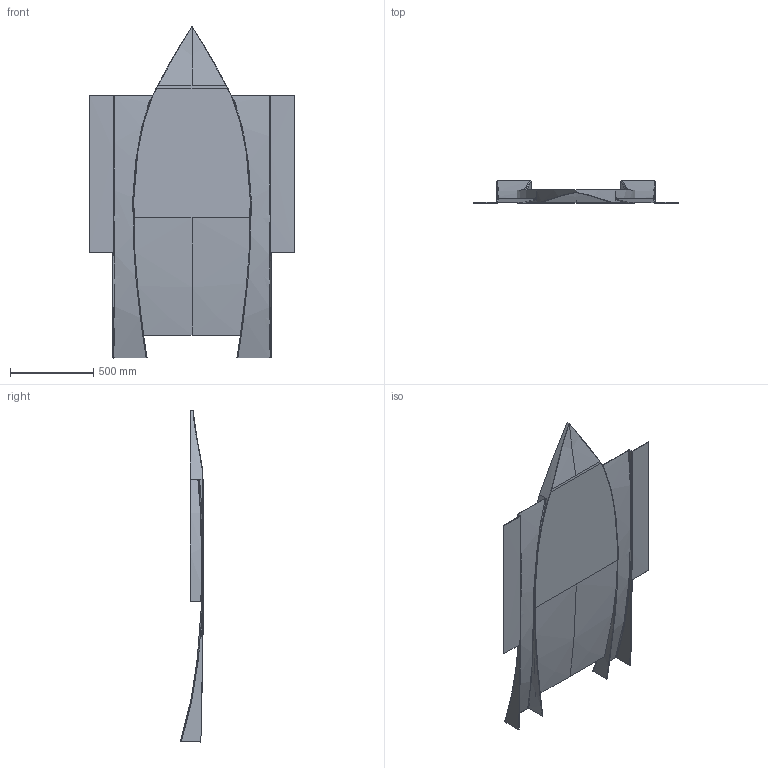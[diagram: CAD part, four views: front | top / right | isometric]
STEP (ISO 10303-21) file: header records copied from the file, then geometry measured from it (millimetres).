
FILE_DESCRIPTION (( 'STEP AP214' ), '1' );
FILE_NAME ('Undertray_V11_intersecting_step.STEP', '2024-12-03T13:21:32', ( '' ), ( '' ), 'SwSTEP 2.0', 'SolidWorks 2024', '' );
FILE_SCHEMA (( 'AUTOMOTIVE_DESIGN' ));
Length unit declared in the file: inch
Products named in the file (1): Undertray_V11_intersecting_step
Bounding box: 1231.9 x 139.19 x 1995.8 mm (x, y, z)
Volume: 47771426.5 mm3; surface area: 4132346.4 mm2
Topology: 1 solids, 1 shells, 101 faces, 267 edges, 168 vertices
Faces by surface type: bspline 74, plane 24, cylinder 3
Entity records: 10344 total; most frequent: CARTESIAN_POINT 8433, ORIENTED_EDGE 534, EDGE_CURVE 267, DIRECTION 175, VERTEX_POINT 168, B_SPLINE_CURVE_WITH_KNOTS 154, FACE_OUTER_BOUND 101, ADVANCED_FACE 101
